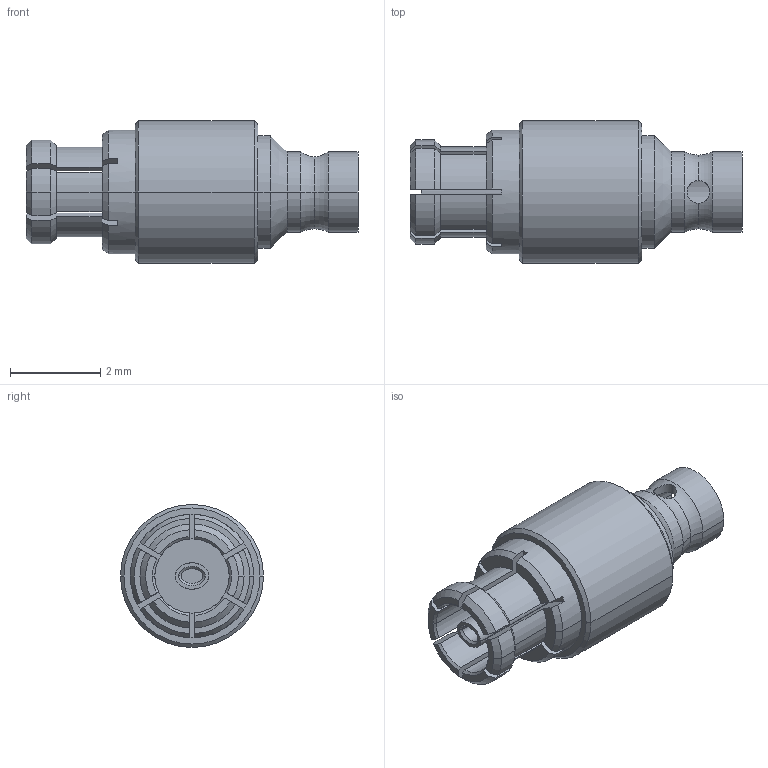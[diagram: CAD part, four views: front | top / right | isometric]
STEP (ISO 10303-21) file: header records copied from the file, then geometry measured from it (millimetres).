
FILE_DESCRIPTION (( 'STEP AP203' ), '1' );
FILE_NAME ('SC5437.step', '2018-09-18T20:42:59', ( '' ), ( '' ), 'SwSTEP 2.0', 'SolidWorks 2017', '' );
FILE_SCHEMA (( 'CONFIG_CONTROL_DESIGN' ));
Length unit declared in the file: inch
Products named in the file (1): SC5437
Bounding box: 7.37 x 3.17 x 3.17 mm (x, y, z)
Volume: 31.1 mm3; surface area: 100.3 mm2
Topology: 1 solids, 1 shells, 119 faces, 318 edges, 205 vertices
Faces by surface type: plane 43, cone 36, cylinder 30, bspline 6, torus 4
Entity records: 4844 total; most frequent: CARTESIAN_POINT 1834, ORIENTED_EDGE 636, DIRECTION 602, EDGE_CURVE 318, AXIS2_PLACEMENT_3D 236, VERTEX_POINT 205, LINE 130, VECTOR 130
